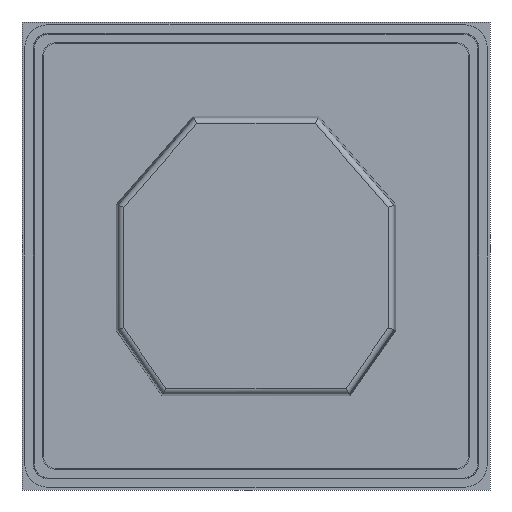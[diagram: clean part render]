
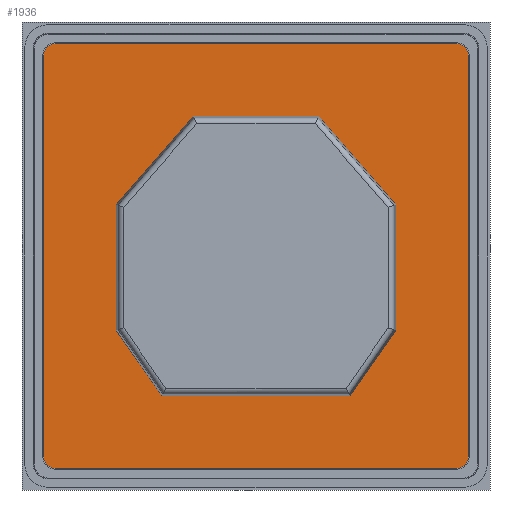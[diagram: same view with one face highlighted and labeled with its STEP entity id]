
A CAD part, front view. The second image highlights one B-rep face of the part: STEP entity #1936.
In plain terms, the highlighted face is planar.
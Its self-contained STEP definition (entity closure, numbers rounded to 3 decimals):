
#139 = AXIS2_PLACEMENT_3D ( 'NONE', #1313, #213, #4145 ) ;
#213 = DIRECTION ( 'NONE',  ( 0., 0., -1. ) ) ;
#243 = DIRECTION ( 'NONE',  ( 0., 0., -1. ) ) ;
#277 = VECTOR ( 'NONE', #2700, 1000. ) ;
#311 = EDGE_CURVE ( 'NONE', #2466, #2870, #3000, .T. ) ;
#353 = DIRECTION ( 'NONE',  ( 1., 0., 0. ) ) ;
#649 = CIRCLE ( 'NONE', #743, 50.8 ) ;
#667 = VERTEX_POINT ( 'NONE', #4646 ) ;
#743 = AXIS2_PLACEMENT_3D ( 'NONE', #1140, #243, #4220 ) ;
#748 = EDGE_CURVE ( 'NONE', #2682, #1792, #3127, .T. ) ;
#749 = EDGE_CURVE ( 'NONE', #3738, #667, #2714, .T. ) ;
#795 = CARTESIAN_POINT ( 'NONE',  ( -624.479, -944.88, -2.54 ) ) ;
#1008 = VECTOR ( 'NONE', #1521, 1000. ) ;
#1023 = ORIENTED_EDGE ( 'NONE', *, *, #2702, .F. ) ;
#1082 = CIRCLE ( 'NONE', #4752, 50.8 ) ;
#1137 = CARTESIAN_POINT ( 'NONE',  ( -894.08, -944.88, -2.54 ) ) ;
#1140 = CARTESIAN_POINT ( 'NONE',  ( -894.08, 894.08, -2.54 ) ) ;
#1193 = CARTESIAN_POINT ( 'NONE',  ( 624.479, 944.88, -2.54 ) ) ;
#1286 = CARTESIAN_POINT ( 'NONE',  ( 894.08, -944.88, -2.54 ) ) ;
#1313 = CARTESIAN_POINT ( 'NONE',  ( 894.08, 894.08, -2.54 ) ) ;
#1406 = CARTESIAN_POINT ( 'NONE',  ( -944.88, -894.08, -2.54 ) ) ;
#1423 = DIRECTION ( 'NONE',  ( 1., 0., 0. ) ) ;
#1521 = DIRECTION ( 'NONE',  ( -1., 0., 0. ) ) ;
#1610 = CARTESIAN_POINT ( 'NONE',  ( 944.88, 894.08, -2.54 ) ) ;
#1745 = VERTEX_POINT ( 'NONE', #2001 ) ;
#1761 = CARTESIAN_POINT ( 'NONE',  ( 0., 0., -2.54 ) ) ;
#1765 = CARTESIAN_POINT ( 'NONE',  ( -894.08, -894.08, -2.54 ) ) ;
#1766 = VECTOR ( 'NONE', #2638, 1000. ) ;
#1792 = VERTEX_POINT ( 'NONE', #1137 ) ;
#1822 = CARTESIAN_POINT ( 'NONE',  ( 894.08, -894.08, -2.54 ) ) ;
#1936 = ADVANCED_FACE ( 'NONE', ( #3772 ), #3741, .F. ) ;
#2001 = CARTESIAN_POINT ( 'NONE',  ( 944.88, -894.08, -2.54 ) ) ;
#2122 = DIRECTION ( 'NONE',  ( 0., 0., -1. ) ) ;
#2268 = VECTOR ( 'NONE', #353, 1000. ) ;
#2281 = EDGE_LOOP ( 'NONE', ( #4691, #4849, #3745, #4418, #2917, #1023, #2628, #3376 ) ) ;
#2466 = VERTEX_POINT ( 'NONE', #1406 ) ;
#2516 = DIRECTION ( 'NONE',  ( 0., 0., -1. ) ) ;
#2628 = ORIENTED_EDGE ( 'NONE', *, *, #749, .F. ) ;
#2629 = CARTESIAN_POINT ( 'NONE',  ( -944.88, 894.08, -2.54 ) ) ;
#2638 = DIRECTION ( 'NONE',  ( 0., 1., 0. ) ) ;
#2662 = CIRCLE ( 'NONE', #3495, 50.8 ) ;
#2682 = VERTEX_POINT ( 'NONE', #1286 ) ;
#2700 = DIRECTION ( 'NONE',  ( 0., -1., 0. ) ) ;
#2702 = EDGE_CURVE ( 'NONE', #667, #4573, #5000, .T. ) ;
#2714 = LINE ( 'NONE', #1193, #2268 ) ;
#2870 = VERTEX_POINT ( 'NONE', #2629 ) ;
#2894 = DIRECTION ( 'NONE',  ( 0., 0., -1. ) ) ;
#2907 = EDGE_CURVE ( 'NONE', #2870, #3738, #649, .T. ) ;
#2917 = ORIENTED_EDGE ( 'NONE', *, *, #4870, .F. ) ;
#3000 = LINE ( 'NONE', #4964, #1766 ) ;
#3060 = CARTESIAN_POINT ( 'NONE',  ( 944.88, -615.301, -2.54 ) ) ;
#3127 = LINE ( 'NONE', #795, #1008 ) ;
#3312 = AXIS2_PLACEMENT_3D ( 'NONE', #1761, #2894, #4059 ) ;
#3376 = ORIENTED_EDGE ( 'NONE', *, *, #2907, .F. ) ;
#3465 = CARTESIAN_POINT ( 'NONE',  ( -894.08, 944.88, -2.54 ) ) ;
#3480 = LINE ( 'NONE', #3060, #277 ) ;
#3495 = AXIS2_PLACEMENT_3D ( 'NONE', #1822, #2516, #1423 ) ;
#3715 = DIRECTION ( 'NONE',  ( 0., -1., 0. ) ) ;
#3738 = VERTEX_POINT ( 'NONE', #3465 ) ;
#3741 = PLANE ( 'NONE',  #3312 ) ;
#3745 = ORIENTED_EDGE ( 'NONE', *, *, #748, .F. ) ;
#3772 = FACE_OUTER_BOUND ( 'NONE', #2281, .T. ) ;
#3985 = EDGE_CURVE ( 'NONE', #1745, #2682, #2662, .T. ) ;
#4014 = EDGE_CURVE ( 'NONE', #1792, #2466, #1082, .T. ) ;
#4059 = DIRECTION ( 'NONE',  ( -1., 0., 0. ) ) ;
#4145 = DIRECTION ( 'NONE',  ( 0., 1., 0. ) ) ;
#4220 = DIRECTION ( 'NONE',  ( -1., 0., 0. ) ) ;
#4418 = ORIENTED_EDGE ( 'NONE', *, *, #3985, .F. ) ;
#4573 = VERTEX_POINT ( 'NONE', #1610 ) ;
#4646 = CARTESIAN_POINT ( 'NONE',  ( 894.08, 944.88, -2.54 ) ) ;
#4691 = ORIENTED_EDGE ( 'NONE', *, *, #311, .F. ) ;
#4752 = AXIS2_PLACEMENT_3D ( 'NONE', #1765, #2122, #3715 ) ;
#4849 = ORIENTED_EDGE ( 'NONE', *, *, #4014, .F. ) ;
#4870 = EDGE_CURVE ( 'NONE', #4573, #1745, #3480, .T. ) ;
#4964 = CARTESIAN_POINT ( 'NONE',  ( -944.88, 615.301, -2.54 ) ) ;
#5000 = CIRCLE ( 'NONE', #139, 50.8 ) ;
